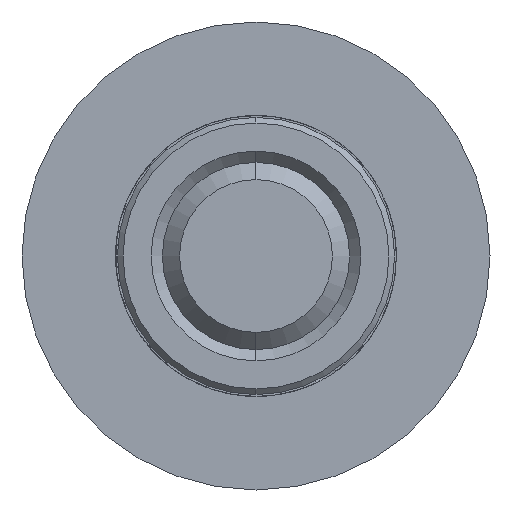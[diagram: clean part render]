
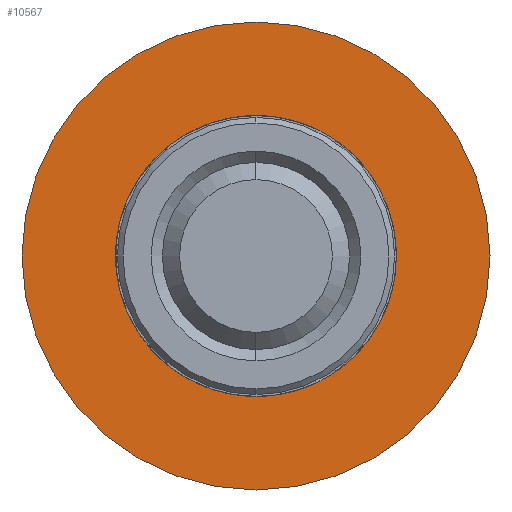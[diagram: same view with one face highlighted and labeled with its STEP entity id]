
A CAD part, left-side view. The second image highlights one B-rep face of the part: STEP entity #10567.
In plain terms, the highlighted planar face has unit normal (-1, 0, 0).
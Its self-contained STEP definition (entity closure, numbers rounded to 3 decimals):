
#34 = EDGE_CURVE ( 'NONE', #10909, #1234, #3796, .T. ) ;
#650 = EDGE_LOOP ( 'NONE', ( #4039, #8085 ) ) ;
#1234 = VERTEX_POINT ( 'NONE', #14078 ) ;
#1957 = CARTESIAN_POINT ( 'NONE',  ( 0., 0., 0. ) ) ;
#1975 = CIRCLE ( 'NONE', #10438, 7.5 ) ;
#2664 = EDGE_LOOP ( 'NONE', ( #15502, #3573 ) ) ;
#2741 = PLANE ( 'NONE',  #6061 ) ;
#2757 = EDGE_CURVE ( 'NONE', #16265, #4919, #4686, .T. ) ;
#2974 = CARTESIAN_POINT ( 'NONE',  ( 0., 0., 0. ) ) ;
#3573 = ORIENTED_EDGE ( 'NONE', *, *, #2757, .T. ) ;
#3796 = CIRCLE ( 'NONE', #5368, 12.5 ) ;
#4039 = ORIENTED_EDGE ( 'NONE', *, *, #5955, .F. ) ;
#4055 = DIRECTION ( 'NONE',  ( 1., 0., 0. ) ) ;
#4686 = CIRCLE ( 'NONE', #13705, 7.5 ) ;
#4919 = VERTEX_POINT ( 'NONE', #10931 ) ;
#5058 = CARTESIAN_POINT ( 'NONE',  ( 0., 0., 0. ) ) ;
#5368 = AXIS2_PLACEMENT_3D ( 'NONE', #1957, #4055, #15439 ) ;
#5394 = CARTESIAN_POINT ( 'NONE',  ( 0., 0., 0. ) ) ;
#5955 = EDGE_CURVE ( 'NONE', #1234, #10909, #7452, .T. ) ;
#6051 = DIRECTION ( 'NONE',  ( 0., 0., -1. ) ) ;
#6061 = AXIS2_PLACEMENT_3D ( 'NONE', #5394, #10452, #15535 ) ;
#7263 = CARTESIAN_POINT ( 'NONE',  ( 0., 0., -12.5 ) ) ;
#7452 = CIRCLE ( 'NONE', #14897, 12.5 ) ;
#8085 = ORIENTED_EDGE ( 'NONE', *, *, #34, .F. ) ;
#8884 = DIRECTION ( 'NONE',  ( 1., 0., 0. ) ) ;
#10055 = CARTESIAN_POINT ( 'NONE',  ( 0., 0.471, -7.485 ) ) ;
#10438 = AXIS2_PLACEMENT_3D ( 'NONE', #16381, #8884, #12791 ) ;
#10452 = DIRECTION ( 'NONE',  ( 1., 0., 0. ) ) ;
#10567 = ADVANCED_FACE ( 'NONE', ( #14232, #12954 ), #2741, .F. ) ;
#10605 = DIRECTION ( 'NONE',  ( 0., 0., -1. ) ) ;
#10909 = VERTEX_POINT ( 'NONE', #7263 ) ;
#10931 = CARTESIAN_POINT ( 'NONE',  ( 0., -2.761, 6.973 ) ) ;
#11237 = EDGE_CURVE ( 'NONE', #4919, #16265, #1975, .T. ) ;
#12791 = DIRECTION ( 'NONE',  ( 0., -0.368, 0.93 ) ) ;
#12954 = FACE_BOUND ( 'NONE', #2664, .T. ) ;
#13093 = DIRECTION ( 'NONE',  ( 1., 0., 0. ) ) ;
#13705 = AXIS2_PLACEMENT_3D ( 'NONE', #5058, #16349, #6051 ) ;
#14078 = CARTESIAN_POINT ( 'NONE',  ( 0., 0., 12.5 ) ) ;
#14232 = FACE_OUTER_BOUND ( 'NONE', #650, .T. ) ;
#14897 = AXIS2_PLACEMENT_3D ( 'NONE', #2974, #13093, #10605 ) ;
#15439 = DIRECTION ( 'NONE',  ( 0., 0., -1. ) ) ;
#15502 = ORIENTED_EDGE ( 'NONE', *, *, #11237, .T. ) ;
#15535 = DIRECTION ( 'NONE',  ( 0., 0., -1. ) ) ;
#16265 = VERTEX_POINT ( 'NONE', #10055 ) ;
#16349 = DIRECTION ( 'NONE',  ( 1., 0., 0. ) ) ;
#16381 = CARTESIAN_POINT ( 'NONE',  ( 0., 0., 0. ) ) ;
